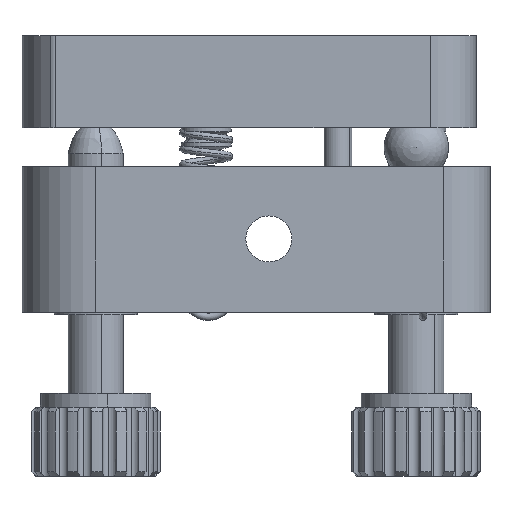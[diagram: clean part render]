
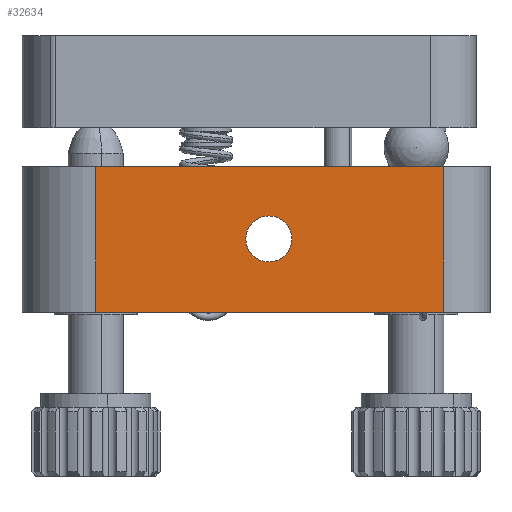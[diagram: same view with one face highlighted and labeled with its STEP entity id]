
A CAD part, front view. The second image highlights one B-rep face of the part: STEP entity #32634.
In plain terms, the highlighted planar face has unit normal (0, -1, 0).
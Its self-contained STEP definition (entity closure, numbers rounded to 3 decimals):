
#55 = AXIS2_PLACEMENT_3D ( 'NONE', #8915, #28087, #11704 ) ;
#1572 = ORIENTED_EDGE ( 'NONE', *, *, #33334, .F. ) ;
#1663 = VERTEX_POINT ( 'NONE', #18848 ) ;
#2518 = DIRECTION ( 'NONE',  ( 0., 0., -1. ) ) ;
#4539 = EDGE_LOOP ( 'NONE', ( #5529, #16899, #14399, #26353 ) ) ;
#4575 = VECTOR ( 'NONE', #16294, 1000. ) ;
#4618 = DIRECTION ( 'NONE',  ( 1., 0., 0. ) ) ;
#4795 = DIRECTION ( 'NONE',  ( 1., 0., 0. ) ) ;
#5003 = CARTESIAN_POINT ( 'NONE',  ( 17.84, -19.045, 42.2 ) ) ;
#5188 = DIRECTION ( 'NONE',  ( 0., -1., 0. ) ) ;
#5278 = EDGE_CURVE ( 'NONE', #30908, #25111, #19409, .T. ) ;
#5417 = AXIS2_PLACEMENT_3D ( 'NONE', #28591, #12198, #31344 ) ;
#5529 = ORIENTED_EDGE ( 'NONE', *, *, #14023, .T. ) ;
#8186 = CARTESIAN_POINT ( 'NONE',  ( 17.84, -19.045, 26.4 ) ) ;
#8915 = CARTESIAN_POINT ( 'NONE',  ( -1.16, -19.045, 34.35 ) ) ;
#9666 = VECTOR ( 'NONE', #4618, 1000. ) ;
#9841 = CARTESIAN_POINT ( 'NONE',  ( -1.16, -19.045, 36.85 ) ) ;
#10632 = CARTESIAN_POINT ( 'NONE',  ( 17.84, -19.045, 42.2 ) ) ;
#11453 = EDGE_LOOP ( 'NONE', ( #1572, #15316 ) ) ;
#11704 = DIRECTION ( 'NONE',  ( 0., 0., -1. ) ) ;
#11852 = LINE ( 'NONE', #21651, #4575 ) ;
#12198 = DIRECTION ( 'NONE',  ( 0., -1., 0. ) ) ;
#13377 = EDGE_CURVE ( 'NONE', #25111, #30072, #35330, .T. ) ;
#14023 = EDGE_CURVE ( 'NONE', #1663, #30072, #34888, .T. ) ;
#14112 = FACE_OUTER_BOUND ( 'NONE', #4539, .T. ) ;
#14399 = ORIENTED_EDGE ( 'NONE', *, *, #5278, .F. ) ;
#15113 = CIRCLE ( 'NONE', #5417, 2.5 ) ;
#15316 = ORIENTED_EDGE ( 'NONE', *, *, #24716, .F. ) ;
#16294 = DIRECTION ( 'NONE',  ( 0., 0., -1. ) ) ;
#16899 = ORIENTED_EDGE ( 'NONE', *, *, #13377, .F. ) ;
#17709 = VECTOR ( 'NONE', #4795, 1000. ) ;
#18848 = CARTESIAN_POINT ( 'NONE',  ( -19.96, -19.045, 26.4 ) ) ;
#19147 = VERTEX_POINT ( 'NONE', #30339 ) ;
#19409 = LINE ( 'NONE', #5003, #17709 ) ;
#20962 = CARTESIAN_POINT ( 'NONE',  ( 17.84, -19.045, 26.4 ) ) ;
#21361 = FACE_BOUND ( 'NONE', #11453, .T. ) ;
#21512 = CARTESIAN_POINT ( 'NONE',  ( 17.84, -19.045, 42.2 ) ) ;
#21651 = CARTESIAN_POINT ( 'NONE',  ( -19.96, -19.045, 42.2 ) ) ;
#22939 = CARTESIAN_POINT ( 'NONE',  ( -19.96, -19.045, 42.2 ) ) ;
#24072 = VERTEX_POINT ( 'NONE', #9841 ) ;
#24279 = CIRCLE ( 'NONE', #55, 2.5 ) ;
#24294 = DIRECTION ( 'NONE',  ( 1., 0., 0. ) ) ;
#24716 = EDGE_CURVE ( 'NONE', #24072, #19147, #15113, .T. ) ;
#25111 = VERTEX_POINT ( 'NONE', #31044 ) ;
#26353 = ORIENTED_EDGE ( 'NONE', *, *, #27443, .T. ) ;
#27443 = EDGE_CURVE ( 'NONE', #30908, #1663, #11852, .T. ) ;
#28087 = DIRECTION ( 'NONE',  ( 0., -1., 0. ) ) ;
#28591 = CARTESIAN_POINT ( 'NONE',  ( -1.16, -19.045, 34.35 ) ) ;
#28876 = VECTOR ( 'NONE', #2518, 1000. ) ;
#28975 = AXIS2_PLACEMENT_3D ( 'NONE', #21512, #5188, #24294 ) ;
#29685 = PLANE ( 'NONE',  #28975 ) ;
#30072 = VERTEX_POINT ( 'NONE', #8186 ) ;
#30339 = CARTESIAN_POINT ( 'NONE',  ( -1.16, -19.045, 31.85 ) ) ;
#30908 = VERTEX_POINT ( 'NONE', #22939 ) ;
#31044 = CARTESIAN_POINT ( 'NONE',  ( 17.84, -19.045, 42.2 ) ) ;
#31344 = DIRECTION ( 'NONE',  ( 0., 0., -1. ) ) ;
#32634 = ADVANCED_FACE ( 'NONE', ( #21361, #14112 ), #29685, .T. ) ;
#33334 = EDGE_CURVE ( 'NONE', #19147, #24072, #24279, .T. ) ;
#34888 = LINE ( 'NONE', #20962, #9666 ) ;
#35330 = LINE ( 'NONE', #10632, #28876 ) ;
